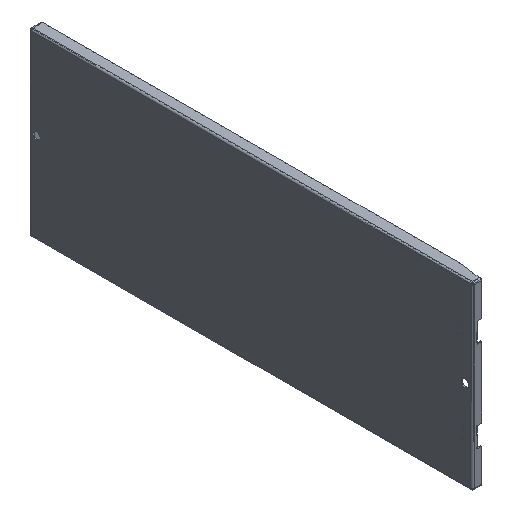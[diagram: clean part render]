
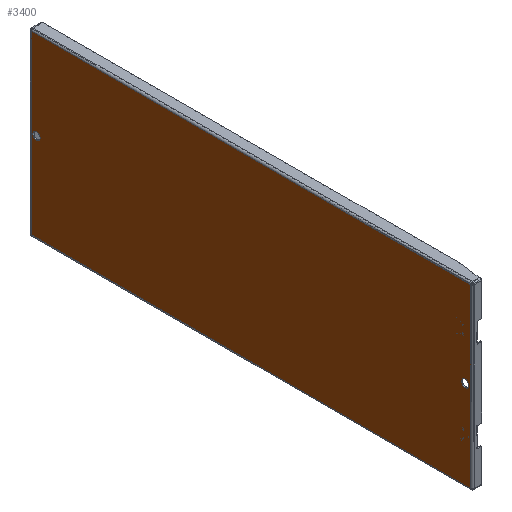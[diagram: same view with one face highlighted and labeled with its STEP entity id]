
A CAD part, isometric view. The second image highlights one B-rep face of the part: STEP entity #3400.
In plain terms, the highlighted planar face has unit normal (-1, 0, 0).
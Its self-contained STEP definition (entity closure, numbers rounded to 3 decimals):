
#3308=CARTESIAN_POINT('Line Origine',(0.,-242.75,0.)) ;
#3312=CARTESIAN_POINT('Vertex',(0.,-242.75,97.5)) ;
#3314=CARTESIAN_POINT('Vertex',(0.,-242.75,-97.5)) ;
#3334=CARTESIAN_POINT('Axis2P3D Location',(0.,-244.75,99.5)) ;
#3339=CARTESIAN_POINT('Line Origine',(0.,242.75,0.)) ;
#3343=CARTESIAN_POINT('Vertex',(0.,242.75,97.5)) ;
#3345=CARTESIAN_POINT('Vertex',(0.,242.75,-97.5)) ;
#3348=CARTESIAN_POINT('Line Origine',(0.,0.,-97.5)) ;
#3353=CARTESIAN_POINT('Line Origine',(0.,0.,97.5)) ;
#3364=CARTESIAN_POINT('Axis2P3D Location',(0.,-236.75,0.)) ;
#3368=CARTESIAN_POINT('Vertex',(0.,-240.75,0.)) ;
#3370=CARTESIAN_POINT('Vertex',(0.,-232.75,0.)) ;
#3373=CARTESIAN_POINT('Axis2P3D Location',(0.,-236.75,0.)) ;
#3382=CARTESIAN_POINT('Axis2P3D Location',(0.,236.75,0.)) ;
#3386=CARTESIAN_POINT('Vertex',(0.,236.75,4.)) ;
#3388=CARTESIAN_POINT('Vertex',(0.,236.75,-4.)) ;
#3391=CARTESIAN_POINT('Axis2P3D Location',(0.,236.75,0.)) ;
#3309=DIRECTION('Vector Direction',(0.,0.,-1.)) ;
#3335=DIRECTION('Axis2P3D Direction',(-1.,0.,0.)) ;
#3336=DIRECTION('Axis2P3D XDirection',(0.,1.,0.)) ;
#3340=DIRECTION('Vector Direction',(0.,0.,-1.)) ;
#3349=DIRECTION('Vector Direction',(0.,1.,0.)) ;
#3354=DIRECTION('Vector Direction',(0.,1.,0.)) ;
#3365=DIRECTION('Axis2P3D Direction',(-1.,0.,0.)) ;
#3374=DIRECTION('Axis2P3D Direction',(-1.,0.,0.)) ;
#3383=DIRECTION('Axis2P3D Direction',(-1.,0.,0.)) ;
#3392=DIRECTION('Axis2P3D Direction',(-1.,0.,0.)) ;
#3337=AXIS2_PLACEMENT_3D('Plane Axis2P3D',#3334,#3335,#3336) ;
#3366=AXIS2_PLACEMENT_3D('Circle Axis2P3D',#3364,#3365,$) ;
#3375=AXIS2_PLACEMENT_3D('Circle Axis2P3D',#3373,#3374,$) ;
#3384=AXIS2_PLACEMENT_3D('Circle Axis2P3D',#3382,#3383,$) ;
#3393=AXIS2_PLACEMENT_3D('Circle Axis2P3D',#3391,#3392,$) ;
#3359=ORIENTED_EDGE('',*,*,#3347,.T.) ;
#3360=ORIENTED_EDGE('',*,*,#3352,.F.) ;
#3361=ORIENTED_EDGE('',*,*,#3316,.F.) ;
#3362=ORIENTED_EDGE('',*,*,#3357,.F.) ;
#3379=ORIENTED_EDGE('',*,*,#3372,.F.) ;
#3380=ORIENTED_EDGE('',*,*,#3377,.F.) ;
#3397=ORIENTED_EDGE('',*,*,#3390,.F.) ;
#3398=ORIENTED_EDGE('',*,*,#3395,.F.) ;
#3381=FACE_BOUND('',#3378,.T.) ;
#3399=FACE_BOUND('',#3396,.T.) ;
#3310=VECTOR('Line Direction',#3309,1.) ;
#3341=VECTOR('Line Direction',#3340,1.) ;
#3350=VECTOR('Line Direction',#3349,1.) ;
#3355=VECTOR('Line Direction',#3354,1.) ;
#3400=ADVANCED_FACE('Estetico',(#3363,#3381,#3399),#3338,.T.) ;
#3367=CIRCLE('generated circle',#3366,4.) ;
#3376=CIRCLE('generated circle',#3375,4.) ;
#3385=CIRCLE('generated circle',#3384,4.) ;
#3394=CIRCLE('generated circle',#3393,4.) ;
#3316=EDGE_CURVE('',#3313,#3315,#3311,.T.) ;
#3347=EDGE_CURVE('',#3344,#3346,#3342,.T.) ;
#3352=EDGE_CURVE('',#3315,#3346,#3351,.T.) ;
#3357=EDGE_CURVE('',#3344,#3313,#3356,.F.) ;
#3372=EDGE_CURVE('',#3369,#3371,#3367,.T.) ;
#3377=EDGE_CURVE('',#3371,#3369,#3376,.T.) ;
#3390=EDGE_CURVE('',#3387,#3389,#3385,.T.) ;
#3395=EDGE_CURVE('',#3389,#3387,#3394,.T.) ;
#3358=EDGE_LOOP('',(#3359,#3360,#3361,#3362)) ;
#3378=EDGE_LOOP('',(#3379,#3380)) ;
#3396=EDGE_LOOP('',(#3397,#3398)) ;
#3363=FACE_OUTER_BOUND('',#3358,.T.) ;
#3311=LINE('Line',#3308,#3310) ;
#3342=LINE('Line',#3339,#3341) ;
#3351=LINE('Line',#3348,#3350) ;
#3356=LINE('Line',#3353,#3355) ;
#3338=PLANE('',#3337) ;
#3313=VERTEX_POINT('',#3312) ;
#3315=VERTEX_POINT('',#3314) ;
#3344=VERTEX_POINT('',#3343) ;
#3346=VERTEX_POINT('',#3345) ;
#3369=VERTEX_POINT('',#3368) ;
#3371=VERTEX_POINT('',#3370) ;
#3387=VERTEX_POINT('',#3386) ;
#3389=VERTEX_POINT('',#3388) ;
